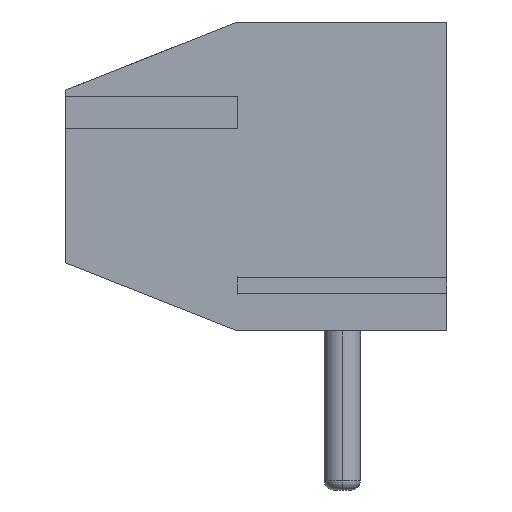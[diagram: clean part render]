
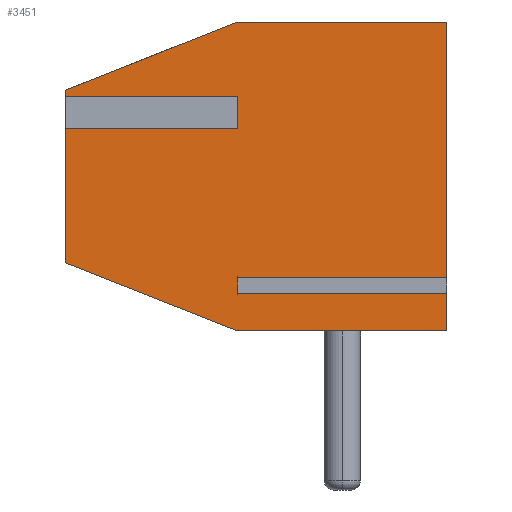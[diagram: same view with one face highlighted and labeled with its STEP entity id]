
A CAD part, left-side view. The second image highlights one B-rep face of the part: STEP entity #3451.
In plain terms, the highlighted planar face has unit normal (-1, 0, 0).
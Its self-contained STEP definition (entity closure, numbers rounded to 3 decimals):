
#750 = EDGE_CURVE ( 'NONE', #21911, #4738, #4352, .T. ) ;
#759 = LINE ( 'NONE', #25357, #8392 ) ;
#1097 = VERTEX_POINT ( 'NONE', #6882 ) ;
#1363 = CARTESIAN_POINT ( 'NONE',  ( 0., 8.4, 1.5 ) ) ;
#1374 = CARTESIAN_POINT ( 'NONE',  ( 0., 8.4, 6.8 ) ) ;
#1824 = CARTESIAN_POINT ( 'NONE',  ( 0., 4.6, 1.168 ) ) ;
#2219 = VECTOR ( 'NONE', #20784, 1000. ) ;
#2363 = ORIENTED_EDGE ( 'NONE', *, *, #19006, .T. ) ;
#2596 = EDGE_CURVE ( 'NONE', #15845, #24106, #14837, .T. ) ;
#2625 = LINE ( 'NONE', #10846, #24837 ) ;
#3417 = ORIENTED_EDGE ( 'NONE', *, *, #20448, .T. ) ;
#3451 = ADVANCED_FACE ( 'NONE', ( #20604 ), #3908, .F. ) ;
#3607 = DIRECTION ( 'NONE',  ( 0., -1., 0. ) ) ;
#3908 = PLANE ( 'NONE',  #29910 ) ;
#4219 = EDGE_CURVE ( 'NONE', #15845, #9916, #8930, .T. ) ;
#4352 = LINE ( 'NONE', #9721, #11210 ) ;
#4353 = DIRECTION ( 'NONE',  ( 0., -1., 0. ) ) ;
#4687 = CARTESIAN_POINT ( 'NONE',  ( 0., 0., 1.168 ) ) ;
#4738 = VERTEX_POINT ( 'NONE', #23190 ) ;
#4912 = EDGE_CURVE ( 'NONE', #11291, #21879, #24223, .T. ) ;
#4966 = VERTEX_POINT ( 'NONE', #35012 ) ;
#4991 = ORIENTED_EDGE ( 'NONE', *, *, #4219, .T. ) ;
#5367 = CARTESIAN_POINT ( 'NONE',  ( 0., 0., 6.8 ) ) ;
#5718 = DIRECTION ( 'NONE',  ( 0., 0., 1. ) ) ;
#5799 = VERTEX_POINT ( 'NONE', #30989 ) ;
#6672 = DIRECTION ( 'NONE',  ( 0., 0., 1. ) ) ;
#6731 = CARTESIAN_POINT ( 'NONE',  ( 0., 8.4, 5.3 ) ) ;
#6851 = LINE ( 'NONE', #1824, #29132 ) ;
#6882 = CARTESIAN_POINT ( 'NONE',  ( 0., 0., 0. ) ) ;
#7259 = EDGE_CURVE ( 'NONE', #11291, #9816, #24917, .T. ) ;
#7414 = ORIENTED_EDGE ( 'NONE', *, *, #4912, .F. ) ;
#7614 = DIRECTION ( 'NONE',  ( 0., -1., 0. ) ) ;
#7669 = CARTESIAN_POINT ( 'NONE',  ( 0., 8.4, 6.8 ) ) ;
#8115 = ORIENTED_EDGE ( 'NONE', *, *, #26777, .T. ) ;
#8392 = VECTOR ( 'NONE', #14243, 1000. ) ;
#8601 = LINE ( 'NONE', #16685, #10686 ) ;
#8787 = CARTESIAN_POINT ( 'NONE',  ( 0., 4.6, 4.632 ) ) ;
#8930 = LINE ( 'NONE', #30791, #29970 ) ;
#9430 = LINE ( 'NONE', #12134, #2219 ) ;
#9721 = CARTESIAN_POINT ( 'NONE',  ( 0., 8.4, 6.8 ) ) ;
#9816 = VERTEX_POINT ( 'NONE', #10747 ) ;
#9909 = EDGE_CURVE ( 'NONE', #4738, #34716, #8601, .T. ) ;
#9916 = VERTEX_POINT ( 'NONE', #33267 ) ;
#10037 = CARTESIAN_POINT ( 'NONE',  ( 0., 0., 6.8 ) ) ;
#10686 = VECTOR ( 'NONE', #3607, 1000. ) ;
#10747 = CARTESIAN_POINT ( 'NONE',  ( 0., 4.6, 4.968 ) ) ;
#10846 = CARTESIAN_POINT ( 'NONE',  ( 0., 8.4, 6.8 ) ) ;
#11210 = VECTOR ( 'NONE', #6672, 1000. ) ;
#11291 = VERTEX_POINT ( 'NONE', #22875 ) ;
#12134 = CARTESIAN_POINT ( 'NONE',  ( 0., 8.4, 0. ) ) ;
#12324 = VECTOR ( 'NONE', #5718, 1000. ) ;
#12566 = ORIENTED_EDGE ( 'NONE', *, *, #2596, .F. ) ;
#13431 = ORIENTED_EDGE ( 'NONE', *, *, #19773, .T. ) ;
#13581 = VERTEX_POINT ( 'NONE', #4687 ) ;
#14243 = DIRECTION ( 'NONE',  ( 0., -0.93, 0.367 ) ) ;
#14837 = LINE ( 'NONE', #20081, #26912 ) ;
#14846 = DIRECTION ( 'NONE',  ( 0., 0., -1. ) ) ;
#14927 = ORIENTED_EDGE ( 'NONE', *, *, #9909, .F. ) ;
#15845 = VERTEX_POINT ( 'NONE', #34113 ) ;
#16520 = VECTOR ( 'NONE', #18674, 1000. ) ;
#16685 = CARTESIAN_POINT ( 'NONE',  ( 0., 8.4, 4.632 ) ) ;
#16925 = EDGE_CURVE ( 'NONE', #21879, #4966, #759, .T. ) ;
#17452 = CARTESIAN_POINT ( 'NONE',  ( 0., 8.4, 1.5 ) ) ;
#17954 = EDGE_CURVE ( 'NONE', #9916, #13581, #6851, .T. ) ;
#18674 = DIRECTION ( 'NONE',  ( 0., 0., 1. ) ) ;
#19006 = EDGE_CURVE ( 'NONE', #9816, #34716, #34425, .T. ) ;
#19227 = VECTOR ( 'NONE', #31031, 1000. ) ;
#19773 = EDGE_CURVE ( 'NONE', #5799, #1097, #9430, .T. ) ;
#19819 = CARTESIAN_POINT ( 'NONE',  ( 0., 0., 0.832 ) ) ;
#20081 = CARTESIAN_POINT ( 'NONE',  ( 0., 4.6, 0.832 ) ) ;
#20192 = LINE ( 'NONE', #17452, #19227 ) ;
#20448 = EDGE_CURVE ( 'NONE', #13581, #34332, #31694, .T. ) ;
#20604 = FACE_OUTER_BOUND ( 'NONE', #34977, .T. ) ;
#20784 = DIRECTION ( 'NONE',  ( 0., -1., 0. ) ) ;
#21139 = VECTOR ( 'NONE', #21728, 1000. ) ;
#21728 = DIRECTION ( 'NONE',  ( 0., -1., 0. ) ) ;
#21879 = VERTEX_POINT ( 'NONE', #6731 ) ;
#21911 = VERTEX_POINT ( 'NONE', #1363 ) ;
#22875 = CARTESIAN_POINT ( 'NONE',  ( 0., 8.4, 4.968 ) ) ;
#22996 = ORIENTED_EDGE ( 'NONE', *, *, #7259, .T. ) ;
#23031 = ORIENTED_EDGE ( 'NONE', *, *, #17954, .T. ) ;
#23128 = ORIENTED_EDGE ( 'NONE', *, *, #29570, .F. ) ;
#23190 = CARTESIAN_POINT ( 'NONE',  ( 0., 8.4, 4.632 ) ) ;
#23801 = CARTESIAN_POINT ( 'NONE',  ( 0., 4.6, 4.968 ) ) ;
#24106 = VERTEX_POINT ( 'NONE', #19819 ) ;
#24223 = LINE ( 'NONE', #7669, #16520 ) ;
#24375 = CARTESIAN_POINT ( 'NONE',  ( 0., 8.4, 4.968 ) ) ;
#24378 = LINE ( 'NONE', #5367, #12324 ) ;
#24604 = CARTESIAN_POINT ( 'NONE',  ( 0., 0., 6.8 ) ) ;
#24837 = VECTOR ( 'NONE', #7614, 1000. ) ;
#24917 = LINE ( 'NONE', #24375, #21139 ) ;
#25245 = ORIENTED_EDGE ( 'NONE', *, *, #16925, .F. ) ;
#25357 = CARTESIAN_POINT ( 'NONE',  ( 0., 8.4, 5.3 ) ) ;
#25657 = DIRECTION ( 'NONE',  ( 0., 0., 1. ) ) ;
#26240 = VECTOR ( 'NONE', #34510, 1000. ) ;
#26777 = EDGE_CURVE ( 'NONE', #1097, #24106, #24378, .T. ) ;
#26912 = VECTOR ( 'NONE', #33205, 1000. ) ;
#28736 = ORIENTED_EDGE ( 'NONE', *, *, #750, .F. ) ;
#28794 = EDGE_CURVE ( 'NONE', #5799, #21911, #20192, .T. ) ;
#29132 = VECTOR ( 'NONE', #4353, 1000. ) ;
#29570 = EDGE_CURVE ( 'NONE', #4966, #34332, #2625, .T. ) ;
#29910 = AXIS2_PLACEMENT_3D ( 'NONE', #1374, #33564, #14846 ) ;
#29970 = VECTOR ( 'NONE', #25657, 1000. ) ;
#30769 = VECTOR ( 'NONE', #31941, 1000. ) ;
#30791 = CARTESIAN_POINT ( 'NONE',  ( 0., 4.6, 0.832 ) ) ;
#30989 = CARTESIAN_POINT ( 'NONE',  ( 0., 4.6, 0. ) ) ;
#31031 = DIRECTION ( 'NONE',  ( 0., 0.93, 0.367 ) ) ;
#31694 = LINE ( 'NONE', #10037, #26240 ) ;
#31941 = DIRECTION ( 'NONE',  ( 0., 0., -1. ) ) ;
#33205 = DIRECTION ( 'NONE',  ( 0., -1., 0. ) ) ;
#33267 = CARTESIAN_POINT ( 'NONE',  ( 0., 4.6, 1.168 ) ) ;
#33564 = DIRECTION ( 'NONE',  ( 1., 0., 0. ) ) ;
#33574 = ORIENTED_EDGE ( 'NONE', *, *, #28794, .F. ) ;
#34113 = CARTESIAN_POINT ( 'NONE',  ( 0., 4.6, 0.832 ) ) ;
#34332 = VERTEX_POINT ( 'NONE', #24604 ) ;
#34425 = LINE ( 'NONE', #23801, #30769 ) ;
#34510 = DIRECTION ( 'NONE',  ( 0., 0., 1. ) ) ;
#34716 = VERTEX_POINT ( 'NONE', #8787 ) ;
#34977 = EDGE_LOOP ( 'NONE', ( #23031, #3417, #23128, #25245, #7414, #22996, #2363, #14927, #28736, #33574, #13431, #8115, #12566, #4991 ) ) ;
#35012 = CARTESIAN_POINT ( 'NONE',  ( 0., 4.6, 6.8 ) ) ;
